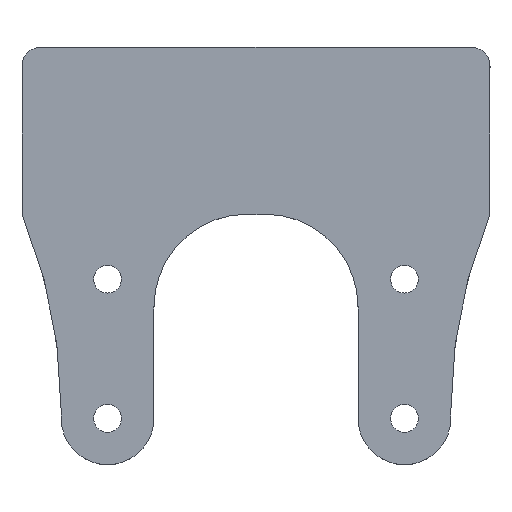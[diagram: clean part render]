
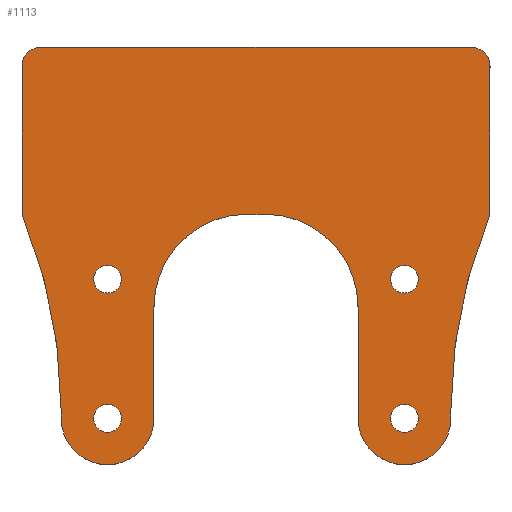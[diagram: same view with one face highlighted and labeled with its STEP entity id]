
A CAD part, top view. The second image highlights one B-rep face of the part: STEP entity #1113.
In plain terms, the highlighted planar face has unit normal (0, 0, 1).
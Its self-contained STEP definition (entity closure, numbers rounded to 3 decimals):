
#35=FACE_BOUND('',#187,.T.);
#36=FACE_BOUND('',#188,.T.);
#37=FACE_BOUND('',#189,.T.);
#38=FACE_BOUND('',#190,.T.);
#64=PLANE('',#1232);
#115=FACE_OUTER_BOUND('',#186,.T.);
#186=EDGE_LOOP('',(#948,#949,#950,#951,#952,#953,#954,#955,#956,#957,#958,
#959,#960,#961,#962,#963));
#187=EDGE_LOOP('',(#964));
#188=EDGE_LOOP('',(#965));
#189=EDGE_LOOP('',(#966));
#190=EDGE_LOOP('',(#967));
#251=CIRCLE('',#1229,55.);
#252=CIRCLE('',#1231,55.);
#253=CIRCLE('',#1233,2.);
#254=CIRCLE('',#1234,2.);
#255=CIRCLE('',#1235,5.);
#256=CIRCLE('',#1236,10.);
#257=CIRCLE('',#1237,10.);
#258=CIRCLE('',#1238,5.);
#259=CIRCLE('',#1239,1.5);
#260=CIRCLE('',#1240,1.5);
#261=CIRCLE('',#1241,1.5);
#262=CIRCLE('',#1242,1.5);
#342=LINE('',#1876,#445);
#343=LINE('',#1880,#446);
#344=LINE('',#1883,#447);
#345=LINE('',#1885,#448);
#346=LINE('',#1889,#449);
#347=LINE('',#1893,#450);
#348=LINE('',#1897,#451);
#349=LINE('',#1900,#452);
#445=VECTOR('',#1518,10.);
#446=VECTOR('',#1521,10.);
#447=VECTOR('',#1524,10.);
#448=VECTOR('',#1525,10.);
#449=VECTOR('',#1528,10.);
#450=VECTOR('',#1531,10.);
#451=VECTOR('',#1534,10.);
#452=VECTOR('',#1537,10.);
#553=VERTEX_POINT('',#1863);
#554=VERTEX_POINT('',#1864);
#555=VERTEX_POINT('',#1869);
#556=VERTEX_POINT('',#1871);
#557=VERTEX_POINT('',#1875);
#558=VERTEX_POINT('',#1877);
#559=VERTEX_POINT('',#1879);
#560=VERTEX_POINT('',#1881);
#561=VERTEX_POINT('',#1884);
#562=VERTEX_POINT('',#1886);
#563=VERTEX_POINT('',#1888);
#564=VERTEX_POINT('',#1890);
#565=VERTEX_POINT('',#1892);
#566=VERTEX_POINT('',#1894);
#567=VERTEX_POINT('',#1896);
#568=VERTEX_POINT('',#1898);
#569=VERTEX_POINT('',#1901);
#570=VERTEX_POINT('',#1903);
#571=VERTEX_POINT('',#1905);
#572=VERTEX_POINT('',#1907);
#690=EDGE_CURVE('',#553,#554,#251,.F.);
#694=EDGE_CURVE('',#555,#556,#252,.T.);
#696=EDGE_CURVE('',#554,#557,#342,.T.);
#697=EDGE_CURVE('',#557,#558,#253,.T.);
#698=EDGE_CURVE('',#558,#559,#343,.T.);
#699=EDGE_CURVE('',#559,#560,#254,.T.);
#700=EDGE_CURVE('',#560,#556,#344,.T.);
#701=EDGE_CURVE('',#555,#561,#345,.T.);
#702=EDGE_CURVE('',#561,#562,#255,.T.);
#703=EDGE_CURVE('',#562,#563,#346,.T.);
#704=EDGE_CURVE('',#564,#563,#256,.T.);
#705=EDGE_CURVE('',#565,#564,#347,.T.);
#706=EDGE_CURVE('',#566,#565,#257,.T.);
#707=EDGE_CURVE('',#566,#567,#348,.T.);
#708=EDGE_CURVE('',#567,#568,#258,.T.);
#709=EDGE_CURVE('',#568,#553,#349,.T.);
#710=EDGE_CURVE('',#569,#569,#259,.T.);
#711=EDGE_CURVE('',#570,#570,#260,.T.);
#712=EDGE_CURVE('',#571,#571,#261,.T.);
#713=EDGE_CURVE('',#572,#572,#262,.T.);
#948=ORIENTED_EDGE('',*,*,#696,.T.);
#949=ORIENTED_EDGE('',*,*,#697,.T.);
#950=ORIENTED_EDGE('',*,*,#698,.T.);
#951=ORIENTED_EDGE('',*,*,#699,.T.);
#952=ORIENTED_EDGE('',*,*,#700,.T.);
#953=ORIENTED_EDGE('',*,*,#694,.F.);
#954=ORIENTED_EDGE('',*,*,#701,.T.);
#955=ORIENTED_EDGE('',*,*,#702,.T.);
#956=ORIENTED_EDGE('',*,*,#703,.T.);
#957=ORIENTED_EDGE('',*,*,#704,.F.);
#958=ORIENTED_EDGE('',*,*,#705,.F.);
#959=ORIENTED_EDGE('',*,*,#706,.F.);
#960=ORIENTED_EDGE('',*,*,#707,.T.);
#961=ORIENTED_EDGE('',*,*,#708,.T.);
#962=ORIENTED_EDGE('',*,*,#709,.T.);
#963=ORIENTED_EDGE('',*,*,#690,.T.);
#964=ORIENTED_EDGE('',*,*,#710,.T.);
#965=ORIENTED_EDGE('',*,*,#711,.T.);
#966=ORIENTED_EDGE('',*,*,#712,.T.);
#967=ORIENTED_EDGE('',*,*,#713,.T.);
#1113=ADVANCED_FACE('',(#115,#35,#36,#37,#38),#64,.T.);
#1229=AXIS2_PLACEMENT_3D('',#1865,#1506,#1507);
#1231=AXIS2_PLACEMENT_3D('',#1872,#1513,#1514);
#1232=AXIS2_PLACEMENT_3D('',#1874,#1516,#1517);
#1233=AXIS2_PLACEMENT_3D('',#1878,#1519,#1520);
#1234=AXIS2_PLACEMENT_3D('',#1882,#1522,#1523);
#1235=AXIS2_PLACEMENT_3D('',#1887,#1526,#1527);
#1236=AXIS2_PLACEMENT_3D('',#1891,#1529,#1530);
#1237=AXIS2_PLACEMENT_3D('',#1895,#1532,#1533);
#1238=AXIS2_PLACEMENT_3D('',#1899,#1535,#1536);
#1239=AXIS2_PLACEMENT_3D('',#1902,#1538,#1539);
#1240=AXIS2_PLACEMENT_3D('',#1904,#1540,#1541);
#1241=AXIS2_PLACEMENT_3D('',#1906,#1542,#1543);
#1242=AXIS2_PLACEMENT_3D('',#1908,#1544,#1545);
#1506=DIRECTION('center_axis',(0.,0.,1.));
#1507=DIRECTION('ref_axis',(-0.384,-0.923,0.));
#1513=DIRECTION('center_axis',(0.,0.,1.));
#1514=DIRECTION('ref_axis',(-0.384,0.923,0.));
#1516=DIRECTION('center_axis',(0.,0.,1.));
#1517=DIRECTION('ref_axis',(0.,1.,0.));
#1518=DIRECTION('',(-1.,0.,0.));
#1519=DIRECTION('center_axis',(0.,0.,1.));
#1520=DIRECTION('ref_axis',(-0.707,0.707,0.));
#1521=DIRECTION('',(0.,-1.,0.));
#1522=DIRECTION('center_axis',(0.,0.,1.));
#1523=DIRECTION('ref_axis',(-0.707,-0.707,0.));
#1524=DIRECTION('',(1.,0.,0.));
#1525=DIRECTION('',(1.,0.,0.));
#1526=DIRECTION('center_axis',(0.,0.,
1.));
#1527=DIRECTION('ref_axis',(0.,1.,0.));
#1528=DIRECTION('',(-1.,0.,0.));
#1529=DIRECTION('center_axis',(0.,0.,1.));
#1530=DIRECTION('ref_axis',(-0.707,-0.707,0.));
#1531=DIRECTION('',(0.,-1.,0.));
#1532=DIRECTION('center_axis',(0.,0.,1.));
#1533=DIRECTION('ref_axis',(-0.707,0.707,0.));
#1534=DIRECTION('',(1.,0.,0.));
#1535=DIRECTION('center_axis',(0.,0.,
1.));
#1536=DIRECTION('ref_axis',(0.,1.,0.));
#1537=DIRECTION('',(-1.,0.,0.));
#1538=DIRECTION('center_axis',(0.,0.,
-1.));
#1539=DIRECTION('ref_axis',(0.,1.,0.));
#1540=DIRECTION('center_axis',(0.,0.,
-1.));
#1541=DIRECTION('ref_axis',(0.,1.,0.));
#1542=DIRECTION('center_axis',(0.,0.,
-1.));
#1543=DIRECTION('ref_axis',(0.,1.,0.));
#1544=DIRECTION('center_axis',(0.,0.,
-1.));
#1545=DIRECTION('ref_axis',(0.,1.,0.));
#1863=CARTESIAN_POINT('',(-129.36,198.22,-39.904));
#1864=CARTESIAN_POINT('',(-150.5,202.445,-39.904));
#1865=CARTESIAN_POINT('Origin',(-129.36,253.22,-39.904));
#1869=CARTESIAN_POINT('',(-129.36,156.22,-39.904));
#1871=CARTESIAN_POINT('',(-150.5,151.995,-39.904));
#1872=CARTESIAN_POINT('Origin',(-129.36,101.22,-39.904));
#1874=CARTESIAN_POINT('Origin',(-162.5,151.995,-39.904));
#1875=CARTESIAN_POINT('',(-166.5,202.445,-39.904));
#1876=CARTESIAN_POINT('',(-162.5,202.445,-39.904));
#1877=CARTESIAN_POINT('',(-168.5,200.445,-39.904));
#1878=CARTESIAN_POINT('Origin',(-166.5,200.445,-39.904));
#1879=CARTESIAN_POINT('',(-168.5,153.995,-39.904));
#1880=CARTESIAN_POINT('',(-168.5,164.608,-39.904));
#1881=CARTESIAN_POINT('',(-166.5,151.995,-39.904));
#1882=CARTESIAN_POINT('Origin',(-166.5,153.995,-39.904));
#1883=CARTESIAN_POINT('',(-162.5,151.995,-39.904));
#1884=CARTESIAN_POINT('',(-128.5,156.22,-39.904));
#1885=CARTESIAN_POINT('',(-128.5,156.22,-39.904));
#1886=CARTESIAN_POINT('',(-128.5,166.22,-39.904));
#1887=CARTESIAN_POINT('Origin',(-128.5,161.22,-39.904));
#1888=CARTESIAN_POINT('',(-140.5,166.22,-39.904));
#1889=CARTESIAN_POINT('',(-163.498,166.22,-39.904));
#1890=CARTESIAN_POINT('',(-150.5,176.22,-39.904));
#1891=CARTESIAN_POINT('Origin',(-140.5,176.22,-39.904));
#1892=CARTESIAN_POINT('',(-150.5,178.22,-39.904));
#1893=CARTESIAN_POINT('',(-150.5,164.608,-39.904));
#1894=CARTESIAN_POINT('',(-140.5,188.22,-39.904));
#1895=CARTESIAN_POINT('Origin',(-140.5,178.22,-39.904));
#1896=CARTESIAN_POINT('',(-128.5,188.22,-39.904));
#1897=CARTESIAN_POINT('',(-128.5,188.22,-39.904));
#1898=CARTESIAN_POINT('',(-128.5,198.22,-39.904));
#1899=CARTESIAN_POINT('Origin',(-128.5,193.22,-39.904));
#1900=CARTESIAN_POINT('',(-163.498,198.22,-39.904));
#1901=CARTESIAN_POINT('',(-143.5,159.72,-39.904));
#1902=CARTESIAN_POINT('Origin',(-143.5,161.22,-39.904));
#1903=CARTESIAN_POINT('',(-128.5,159.72,-39.904));
#1904=CARTESIAN_POINT('Origin',(-128.5,161.22,-39.904));
#1905=CARTESIAN_POINT('',(-128.5,191.72,-39.904));
#1906=CARTESIAN_POINT('Origin',(-128.5,193.22,-39.904));
#1907=CARTESIAN_POINT('',(-143.5,191.72,-39.904));
#1908=CARTESIAN_POINT('Origin',(-143.5,193.22,-39.904));
